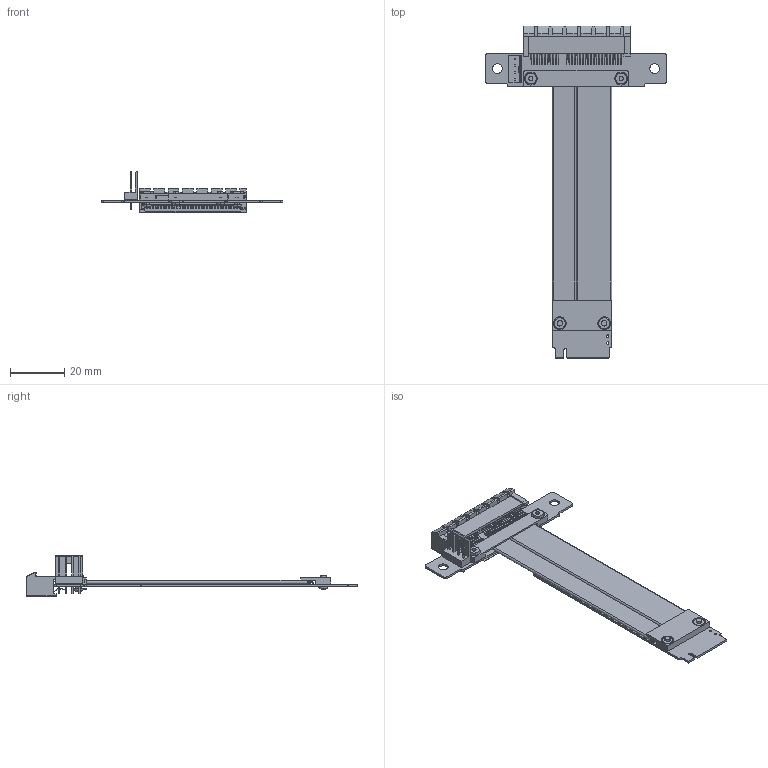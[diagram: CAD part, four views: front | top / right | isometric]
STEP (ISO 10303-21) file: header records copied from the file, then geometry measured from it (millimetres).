
FILE_DESCRIPTION(('Open CASCADE Model'),'2;1');
FILE_NAME('Open CASCADE Shape Model','2020-03-19T18:23:54',('Author'),( 'Open CASCADE'),'Open CASCADE STEP processor 6.8','Open CASCADE 6.8' ,'Unknown');
FILE_SCHEMA(('AUTOMOTIVE_DESIGN { 1 0 10303 214 1 1 1 1 }'));
Length unit declared in the file: millimetre
Products named in the file (14): PCB; Board; Open CASCADE STEP translator 6.8 9.1.1; AAA-PCI-4×_3D_RGB4404530; Free-Models; G0033_RGB9411503; Hexagon_nut_ISO_4032_(DIN_934)_-_M2_RGB9411503; RP44S-PAD; 4P_power_c-171825-4-y-3d_RGB12967653; Tape28x5_RGB0; RP22S-PAD; cable20-83_RGB4078660; cable13-83_RGB4078660
Assembly tree (19 placements, depth 3):
  PCB
    Board
      Open CASCADE STEP translator 6.8 9.1.1
    (unnamed)
      AAA-PCI-4×_3D_RGB4404530
    Free-Models
      G0033_RGB9411503  x4
      Hexagon_nut_ISO_4032_(DIN_934)_-_M2_RGB9411503  x4
      RP44S-PAD
      4P_power_c-171825-4-y-3d_RGB12967653
      Tape28x5_RGB0
      RP22S-PAD
      cable20-83_RGB4078660
      cable13-83_RGB4078660
Bounding box: 67.05 x 122.51 x 14.97 mm (x, y, z)
Volume: 7467.5 mm3; surface area: 18471.3 mm2
Topology: 82 solids, 82 shells, 3880 faces, 9440 edges, 5816 vertices
Faces by surface type: plane 1960, cylinder 1336, bspline 396, torus 132, cone 48, revolution 8
Full cylindrical faces by diameter (mm): 0.6 x73, 0.9 x2, 1.2 x4, 2.2 x9, 2.216 x1, 3.3 x3, 3.6 x2, 4.8 x4
Entity records: 146638 total; most frequent: CARTESIAN_POINT 26705, ORIENTED_EDGE 18232, DIRECTION 16640, EDGE_CURVE 9116, LINE 6070, VECTOR 6070, VERTEX_POINT 5612, AXIS2_PLACEMENT_3D 5284
